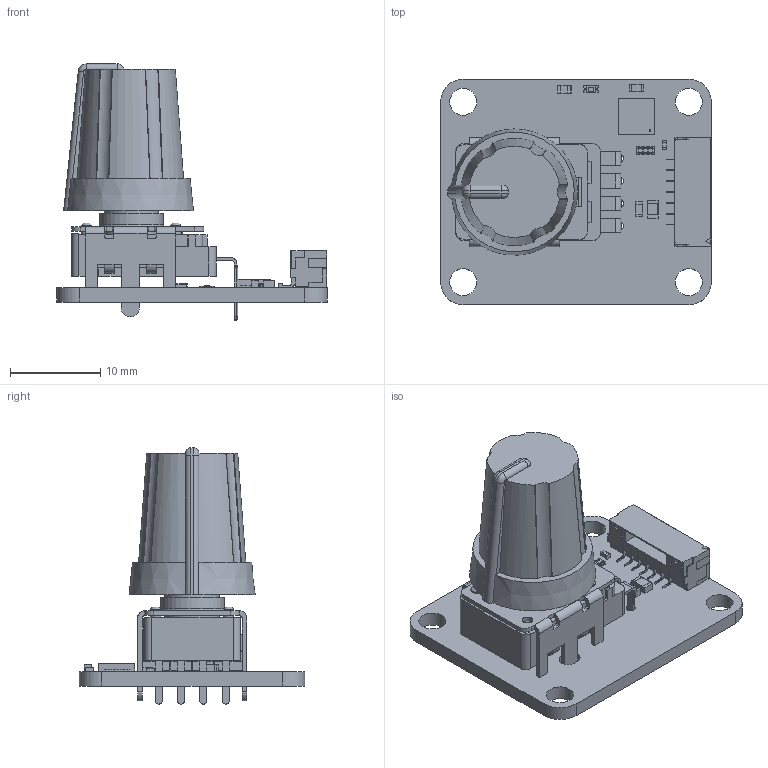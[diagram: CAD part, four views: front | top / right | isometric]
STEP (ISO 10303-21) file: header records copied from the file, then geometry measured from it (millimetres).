
FILE_DESCRIPTION(('FreeCAD Model'),'2;1');
FILE_NAME( 'rotary-poti-v2.step', '2019-08-15T14:09:48',('kicad StepUp'),('ksu MCAD'), 'Open CASCADE STEP processor 7.3','FreeCAD','Unknown');
FILE_SCHEMA(('AUTOMOTIVE_DESIGN { 1 0 10303 214 1 1 1 1 }'));
Length unit declared in the file: millimetre
Products named in the file (17): rotary-poti-v2; Board_Geoms; Pcb; Open CASCADE STEP translator 7.3 3.1.1.1; Step_Models; Top; C1_C_0402_5B2CFD6A; C3_C_0805_5B2CFD74; C4_C_0603_5B2CFD7E; C5_C_0603_5B2CFD88; D1_D_0603_blue_5B2CFD99; P1_BrickletConn_7pin_5B2CFDAC; R3_R_0603_5B2CFDC4; RP1_Cut_5B2CFDD4; RV1_Rotary_Poti_5B2CFDD5; RV1_Rotary_Knopf_5B2CFDD5[2]; U1_QFN-24_4x4mm_Pitch0.5mm_5B2CFE06
Assembly tree (16 placements, depth 4):
  rotary-poti-v2
    Board_Geoms
      Pcb
        Open CASCADE STEP translator 7.3 3.1.1.1
    Step_Models
      Top
        C1_C_0402_5B2CFD6A
        C3_C_0805_5B2CFD74
        C4_C_0603_5B2CFD7E
        C5_C_0603_5B2CFD88
        D1_D_0603_blue_5B2CFD99
        P1_BrickletConn_7pin_5B2CFDAC
        R3_R_0603_5B2CFDC4
        RP1_Cut_5B2CFDD4
        RV1_Rotary_Poti_5B2CFDD5
        RV1_Rotary_Knopf_5B2CFDD5[2]
        U1_QFN-24_4x4mm_Pitch0.5mm_5B2CFE06
Bounding box: 30 x 25 x 28.4 mm (x, y, z)
Volume: 3448.6 mm3; surface area: 5145.1 mm2
Topology: 13 solids, 13 shells, 1298 faces, 3729 edges, 2443 vertices
Faces by surface type: plane 1041, cylinder 202, bspline 37, revolution 14, cone 3, torus 1
Full cylindrical faces by diameter (mm): 1.001 x4, 1.1 x2, 1.12 x4, 3 x4, 6.04 x1, 6.1 x1, 7.05 x1
Entity records: 56023 total; most frequent: CARTESIAN_POINT 12577, ORIENTED_EDGE 7458, DIRECTION 6646, EDGE_CURVE 3729, LINE 3164, VECTOR 3164, VERTEX_POINT 2443, AXIS2_PLACEMENT_3D 1734
